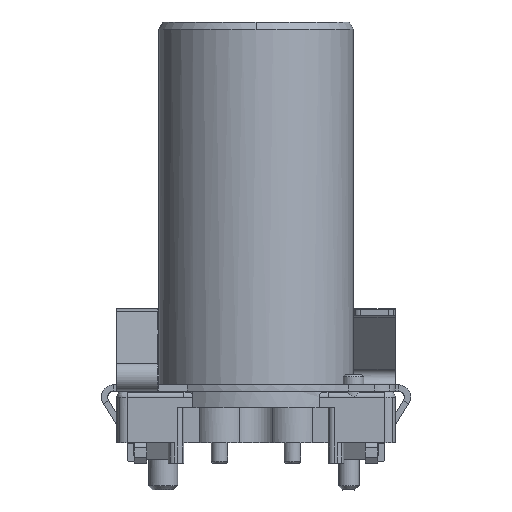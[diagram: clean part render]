
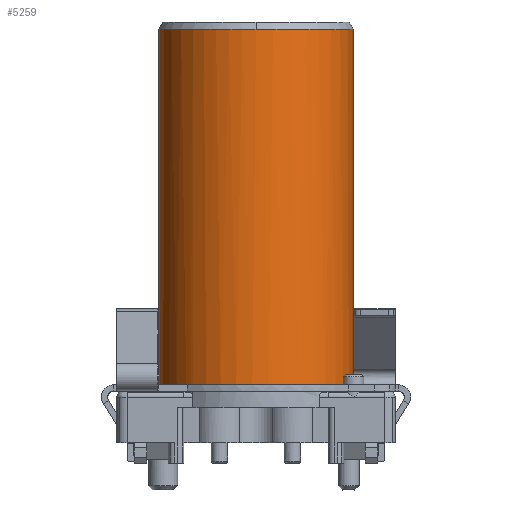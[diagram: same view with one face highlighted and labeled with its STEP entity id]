
A CAD part, front view. The second image highlights one B-rep face of the part: STEP entity #5259.
In plain terms, the highlighted cylindrical face has radius 4.725 mm (diameter 9.45 mm), a partial arc.
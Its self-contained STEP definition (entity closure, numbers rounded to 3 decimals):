
#47=AXIS2_PLACEMENT_3D('Circle Axis2P3D',#45,#46,$) ;
#101=AXIS2_PLACEMENT_3D('Circle Axis2P3D',#99,#100,$) ;
#108=AXIS2_PLACEMENT_3D('Circle Axis2P3D',#106,#107,$) ;
#5136=AXIS2_PLACEMENT_3D('Cylinder Axis2P3D',#5133,#5134,#5135) ;
#5208=AXIS2_PLACEMENT_3D('Circle Axis2P3D',#5206,#5207,$) ;
#5215=AXIS2_PLACEMENT_3D('Circle Axis2P3D',#5213,#5214,$) ;
#5222=AXIS2_PLACEMENT_3D('Circle Axis2P3D',#5220,#5221,$) ;
#5229=AXIS2_PLACEMENT_3D('Circle Axis2P3D',#5227,#5228,$) ;
#5236=AXIS2_PLACEMENT_3D('Circle Axis2P3D',#5234,#5235,$) ;
#5243=AXIS2_PLACEMENT_3D('Circle Axis2P3D',#5241,#5242,$) ;
#40=CARTESIAN_POINT('Vertex',(7.497,1.277,22.354)) ;
#45=CARTESIAN_POINT('Axis2P3D Location',(7.497,6.002,22.354)) ;
#49=CARTESIAN_POINT('Vertex',(12.222,6.002,22.354)) ;
#96=CARTESIAN_POINT('Vertex',(2.772,6.002,22.354)) ;
#99=CARTESIAN_POINT('Axis2P3D Location',(7.497,6.002,22.354)) ;
#103=CARTESIAN_POINT('Vertex',(4.437,2.402,22.354)) ;
#106=CARTESIAN_POINT('Axis2P3D Location',(7.497,6.002,22.354)) ;
#5133=CARTESIAN_POINT('Axis2P3D Location',(7.497,6.002,13.14)) ;
#5138=CARTESIAN_POINT('Line Origine',(12.222,6.002,13.14)) ;
#5142=CARTESIAN_POINT('Vertex',(12.222,6.002,4.8)) ;
#5184=CARTESIAN_POINT('Vertex',(2.772,6.002,4.8)) ;
#5187=CARTESIAN_POINT('Line Origine',(2.772,6.002,13.14)) ;
#5206=CARTESIAN_POINT('Axis2P3D Location',(7.497,6.002,4.8)) ;
#5210=CARTESIAN_POINT('Vertex',(4.115,2.702,4.8)) ;
#5213=CARTESIAN_POINT('Axis2P3D Location',(7.497,6.002,4.8)) ;
#5217=CARTESIAN_POINT('Vertex',(4.119,2.697,4.8)) ;
#5220=CARTESIAN_POINT('Axis2P3D Location',(7.497,6.002,4.8)) ;
#5224=CARTESIAN_POINT('Vertex',(4.437,2.402,4.8)) ;
#5227=CARTESIAN_POINT('Axis2P3D Location',(7.497,6.002,4.8)) ;
#5231=CARTESIAN_POINT('Vertex',(10.875,2.697,4.8)) ;
#5234=CARTESIAN_POINT('Axis2P3D Location',(7.497,6.002,4.8)) ;
#5238=CARTESIAN_POINT('Vertex',(10.879,2.702,4.8)) ;
#5241=CARTESIAN_POINT('Axis2P3D Location',(7.497,6.002,4.8)) ;
#46=DIRECTION('Axis2P3D Direction',(0.,0.,-1.)) ;
#100=DIRECTION('Axis2P3D Direction',(0.,0.,-1.)) ;
#107=DIRECTION('Axis2P3D Direction',(0.,0.,-1.)) ;
#5134=DIRECTION('Axis2P3D Direction',(0.,0.,1.)) ;
#5135=DIRECTION('Axis2P3D XDirection',(-1.,0.,0.)) ;
#5139=DIRECTION('Vector Direction',(0.,0.,1.)) ;
#5188=DIRECTION('Vector Direction',(0.,0.,1.)) ;
#5207=DIRECTION('Axis2P3D Direction',(0.,0.,1.)) ;
#5214=DIRECTION('Axis2P3D Direction',(0.,0.,1.)) ;
#5221=DIRECTION('Axis2P3D Direction',(0.,0.,1.)) ;
#5228=DIRECTION('Axis2P3D Direction',(0.,0.,1.)) ;
#5235=DIRECTION('Axis2P3D Direction',(0.,0.,1.)) ;
#5242=DIRECTION('Axis2P3D Direction',(0.,0.,1.)) ;
#5140=VECTOR('Line Direction',#5139,1.) ;
#5189=VECTOR('Line Direction',#5188,1.) ;
#5247=ORIENTED_EDGE('',*,*,#5191,.T.) ;
#5248=ORIENTED_EDGE('',*,*,#5212,.T.) ;
#5249=ORIENTED_EDGE('',*,*,#5219,.T.) ;
#5250=ORIENTED_EDGE('',*,*,#5226,.T.) ;
#5251=ORIENTED_EDGE('',*,*,#5233,.T.) ;
#5252=ORIENTED_EDGE('',*,*,#5240,.T.) ;
#5253=ORIENTED_EDGE('',*,*,#5245,.T.) ;
#5254=ORIENTED_EDGE('',*,*,#5144,.F.) ;
#5255=ORIENTED_EDGE('',*,*,#51,.T.) ;
#5256=ORIENTED_EDGE('',*,*,#110,.T.) ;
#5257=ORIENTED_EDGE('',*,*,#105,.T.) ;
#5259=ADVANCED_FACE('V1',(#5258),#5137,.T.) ;
#48=CIRCLE('generated circle',#47,4.725) ;
#102=CIRCLE('generated circle',#101,4.725) ;
#109=CIRCLE('generated circle',#108,4.725) ;
#5209=CIRCLE('generated circle',#5208,4.725) ;
#5216=CIRCLE('generated circle',#5215,4.725) ;
#5223=CIRCLE('generated circle',#5222,4.725) ;
#5230=CIRCLE('generated circle',#5229,4.725) ;
#5237=CIRCLE('generated circle',#5236,4.725) ;
#5244=CIRCLE('generated circle',#5243,4.725) ;
#5137=CYLINDRICAL_SURFACE('generated cylinder',#5136,4.725) ;
#51=EDGE_CURVE('',#50,#41,#48,.T.) ;
#105=EDGE_CURVE('',#104,#97,#102,.T.) ;
#110=EDGE_CURVE('',#41,#104,#109,.T.) ;
#5144=EDGE_CURVE('',#50,#5143,#5141,.F.) ;
#5191=EDGE_CURVE('',#97,#5185,#5190,.F.) ;
#5212=EDGE_CURVE('',#5185,#5211,#5209,.T.) ;
#5219=EDGE_CURVE('',#5211,#5218,#5216,.T.) ;
#5226=EDGE_CURVE('',#5218,#5225,#5223,.T.) ;
#5233=EDGE_CURVE('',#5225,#5232,#5230,.T.) ;
#5240=EDGE_CURVE('',#5232,#5239,#5237,.T.) ;
#5245=EDGE_CURVE('',#5239,#5143,#5244,.T.) ;
#5246=EDGE_LOOP('',(#5247,#5248,#5249,#5250,#5251,#5252,#5253,#5254,#5255,#5256,#5257)) ;
#5258=FACE_OUTER_BOUND('',#5246,.T.) ;
#5141=LINE('Line',#5138,#5140) ;
#5190=LINE('Line',#5187,#5189) ;
#41=VERTEX_POINT('',#40) ;
#50=VERTEX_POINT('',#49) ;
#97=VERTEX_POINT('',#96) ;
#104=VERTEX_POINT('',#103) ;
#5143=VERTEX_POINT('',#5142) ;
#5185=VERTEX_POINT('',#5184) ;
#5211=VERTEX_POINT('',#5210) ;
#5218=VERTEX_POINT('',#5217) ;
#5225=VERTEX_POINT('',#5224) ;
#5232=VERTEX_POINT('',#5231) ;
#5239=VERTEX_POINT('',#5238) ;
